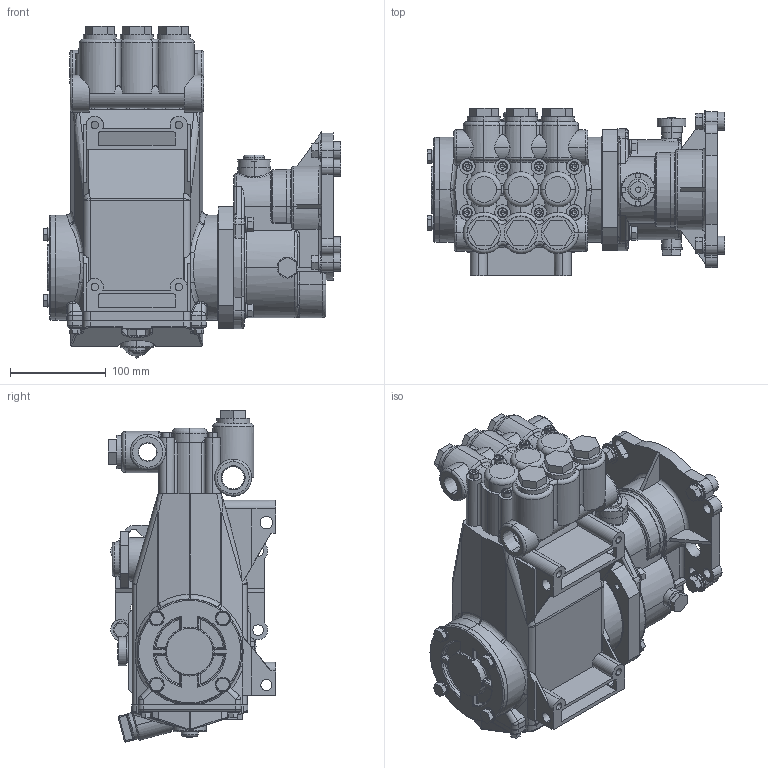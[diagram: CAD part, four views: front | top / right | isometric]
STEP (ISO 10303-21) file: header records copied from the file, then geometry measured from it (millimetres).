
FILE_DESCRIPTION (( 'STEP AP214' ), '1' );
FILE_NAME ('7CP6110G1.STEP', '2013-01-25T18:46:35', ( '' ), ( '' ), 'SwSTEP 2.0', 'SolidWorks 2012', '' );
FILE_SCHEMA (( 'AUTOMOTIVE_DESIGN' ));
Length unit declared in the file: millimetre
Products named in the file (1): 7CP6110G1
Bounding box: 311.58 x 175.01 x 347.34 mm (x, y, z)
Surface area: 440185.6 mm2 (no closed solid volume)
Topology: 0 solids, 17 shells, 1436 faces, 3969 edges, 2480 vertices
Faces by surface type: plane 600, cylinder 530, torus 131, bspline 109, cone 42, sphere 24
Entity records: 69523 total; most frequent: CARTESIAN_POINT 18040, DIRECTION 7506, ORIENTED_EDGE 7294, EDGE_CURVE 3939, AXIS2_PLACEMENT_3D 2823, VERTEX_POINT 2480, LINE 1860, VECTOR 1860
